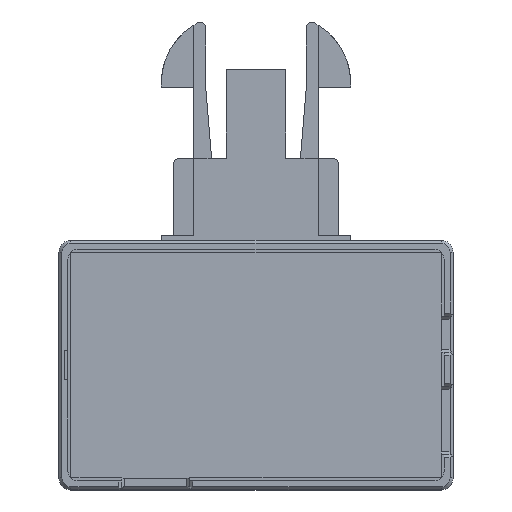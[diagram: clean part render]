
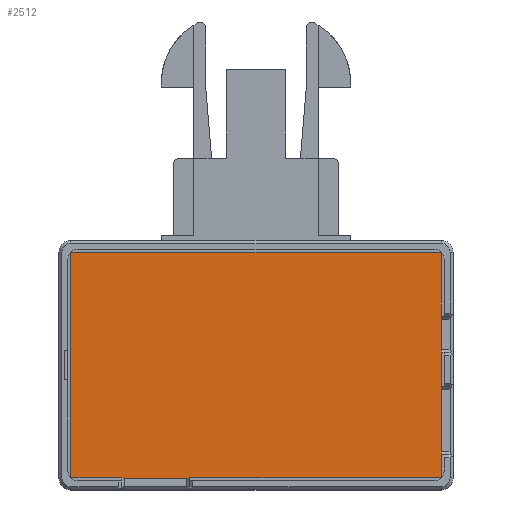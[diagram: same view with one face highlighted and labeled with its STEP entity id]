
A CAD part, top view. The second image highlights one B-rep face of the part: STEP entity #2512.
In plain terms, the highlighted planar face has unit normal (0, 0, 1).
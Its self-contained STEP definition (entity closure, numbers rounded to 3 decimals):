
#211=FACE_OUTER_BOUND('',#345,.T.);
#345=EDGE_LOOP('',(#2268,#2269,#2270,#2271));
#647=LINE('',#4034,#963);
#658=LINE('',#4056,#974);
#659=LINE('',#4059,#975);
#661=LINE('',#4062,#977);
#963=VECTOR('',#3312,10.);
#974=VECTOR('',#3339,10.);
#975=VECTOR('',#3342,10.);
#977=VECTOR('',#3346,10.);
#1198=VERTEX_POINT('',#4031);
#1199=VERTEX_POINT('',#4033);
#1202=VERTEX_POINT('',#4054);
#1203=VERTEX_POINT('',#4058);
#1545=EDGE_CURVE('',#1198,#1199,#647,.T.);
#1556=EDGE_CURVE('',#1202,#1198,#658,.T.);
#1557=EDGE_CURVE('',#1199,#1203,#659,.T.);
#1559=EDGE_CURVE('',#1203,#1202,#661,.T.);
#2268=ORIENTED_EDGE('',*,*,#1559,.F.);
#2269=ORIENTED_EDGE('',*,*,#1557,.F.);
#2270=ORIENTED_EDGE('',*,*,#1545,.F.);
#2271=ORIENTED_EDGE('',*,*,#1556,.F.);
#2380=PLANE('',#2686);
#2512=ADVANCED_FACE('',(#211),#2380,.F.);
#2686=AXIS2_PLACEMENT_3D('',#4063,#3347,#3348);
#3312=DIRECTION('',(-1.,0.,0.));
#3339=DIRECTION('',(0.,-1.,0.));
#3342=DIRECTION('',(0.,1.,0.));
#3346=DIRECTION('',(1.,0.,0.));
#3347=DIRECTION('center_axis',(0.,0.,-1.));
#3348=DIRECTION('ref_axis',(-1.,0.,0.));
#4031=CARTESIAN_POINT('',(237.65,-19.05,1.6));
#4033=CARTESIAN_POINT('',(175.15,-19.05,1.6));
#4034=CARTESIAN_POINT('',(237.65,-19.05,1.6));
#4054=CARTESIAN_POINT('',(237.65,19.05,1.6));
#4056=CARTESIAN_POINT('',(237.65,19.05,1.6));
#4058=CARTESIAN_POINT('',(175.15,19.05,1.6));
#4059=CARTESIAN_POINT('',(175.15,-19.05,1.6));
#4062=CARTESIAN_POINT('',(175.15,19.05,1.6));
#4063=CARTESIAN_POINT('Origin',(206.4,0.,1.6));
